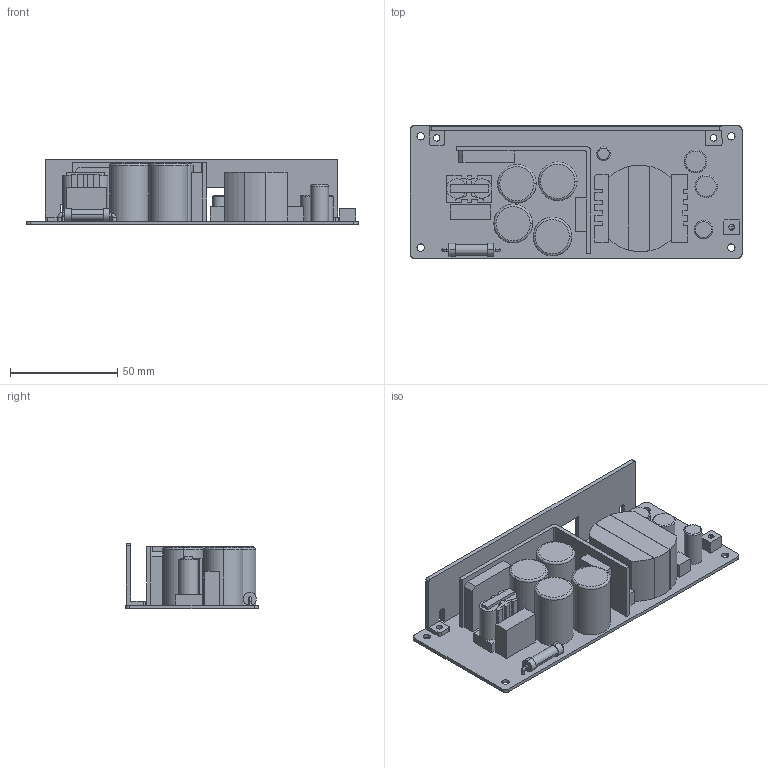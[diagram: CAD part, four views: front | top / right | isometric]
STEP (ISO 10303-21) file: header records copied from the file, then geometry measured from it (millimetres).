
FILE_DESCRIPTION((''),'2;1');
FILE_NAME('100W','2024-07-08T',('410022'),(''),'PRO/ENGINEER BY PARAMETRIC TECHNOLOGY CORPORATION, 2010280','PRO/ENGINEER BY PARAMETRIC TECHNOLOGY CORPORATION, 2010280','');
FILE_SCHEMA(('CONFIG_CONTROL_DESIGN'));
Length unit declared in the file: millimetre
Products named in the file (1): 100W
Bounding box: 155 x 62 x 30.6 mm (x, y, z)
Volume: 98780.6 mm3; surface area: 48668.2 mm2
Topology: 1 solids, 1 shells, 273 faces, 729 edges, 476 vertices
Faces by surface type: plane 183, cylinder 62, torus 16, bspline 12
Entity records: 9038 total; most frequent: CARTESIAN_POINT 2071, ORIENTED_EDGE 1458, DIRECTION 1389, EDGE_CURVE 729, VECTOR 547, LINE 547, VERTEX_POINT 476, AXIS2_PLACEMENT_3D 421
